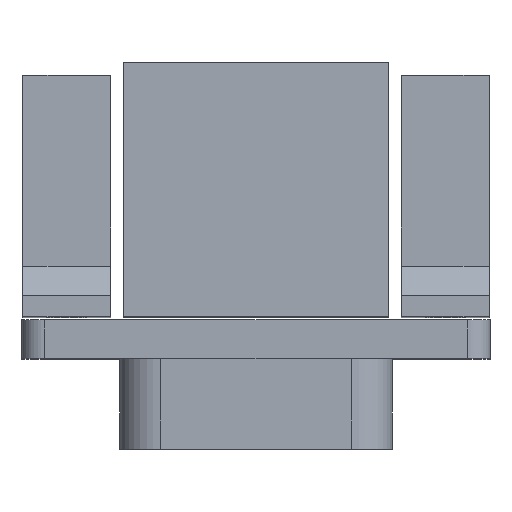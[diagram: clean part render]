
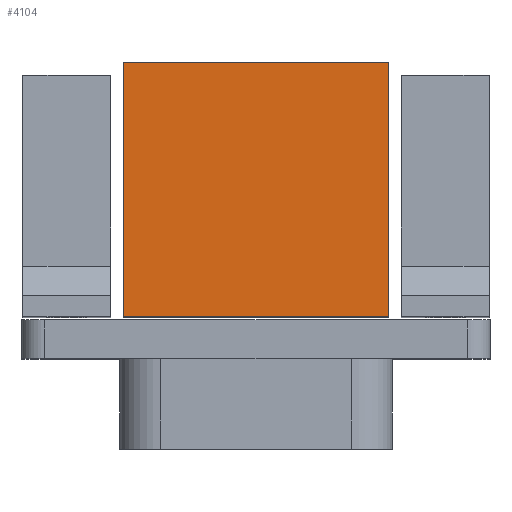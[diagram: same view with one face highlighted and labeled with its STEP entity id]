
A CAD part, top view. The second image highlights one B-rep face of the part: STEP entity #4104.
In plain terms, the highlighted planar face has unit normal (0, 0, 1).
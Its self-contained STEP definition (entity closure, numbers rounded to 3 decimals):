
#2787=DIRECTION('',(0.,1.,0.));
#2788=VECTOR('',#2787,16.8);
#2789=CARTESIAN_POINT('',(11.647,14.436,43.393));
#2790=LINE('',#2789,#2788);
#2799=DIRECTION('',(1.,0.,0.));
#2800=VECTOR('',#2799,17.5);
#2801=CARTESIAN_POINT('',(11.647,31.236,43.393));
#2802=LINE('',#2801,#2800);
#2807=DIRECTION('',(0.,1.,0.));
#2808=VECTOR('',#2807,16.8);
#2809=CARTESIAN_POINT('',(29.147,14.436,43.393));
#2810=LINE('',#2809,#2808);
#2811=DIRECTION('',(-1.,0.,0.));
#2812=VECTOR('',#2811,17.5);
#2813=CARTESIAN_POINT('',(29.147,14.436,43.393));
#2814=LINE('',#2813,#2812);
#3381=CARTESIAN_POINT('',(11.647,31.236,43.393));
#3382=VERTEX_POINT('',#3381);
#3383=CARTESIAN_POINT('',(29.147,31.236,43.393));
#3384=VERTEX_POINT('',#3383);
#3411=CARTESIAN_POINT('',(29.147,14.436,43.393));
#3412=VERTEX_POINT('',#3411);
#3413=CARTESIAN_POINT('',(11.647,14.436,43.393));
#3414=VERTEX_POINT('',#3413);
#4092=CARTESIAN_POINT('',(11.647,30.836,43.393));
#4093=DIRECTION('',(0.,0.,1.));
#4094=DIRECTION('',(0.,-1.,0.));
#4095=AXIS2_PLACEMENT_3D('',#4092,#4093,#4094);
#4096=PLANE('',#4095);
#4098=ORIENTED_EDGE('',*,*,#4097,.T.);
#4099=ORIENTED_EDGE('',*,*,#4068,.T.);
#4100=ORIENTED_EDGE('',*,*,#4086,.T.);
#4101=ORIENTED_EDGE('',*,*,#4020,.F.);
#4102=EDGE_LOOP('',(#4098,#4099,#4100,#4101));
#4103=FACE_OUTER_BOUND('',#4102,.F.);
#4104=ADVANCED_FACE('',(#4103),#4096,.T.);
#4020=EDGE_CURVE('',#3412,#3384,#2810,.T.);
#4068=EDGE_CURVE('',#3414,#3382,#2790,.T.);
#4086=EDGE_CURVE('',#3382,#3384,#2802,.T.);
#4097=EDGE_CURVE('',#3412,#3414,#2814,.T.);
